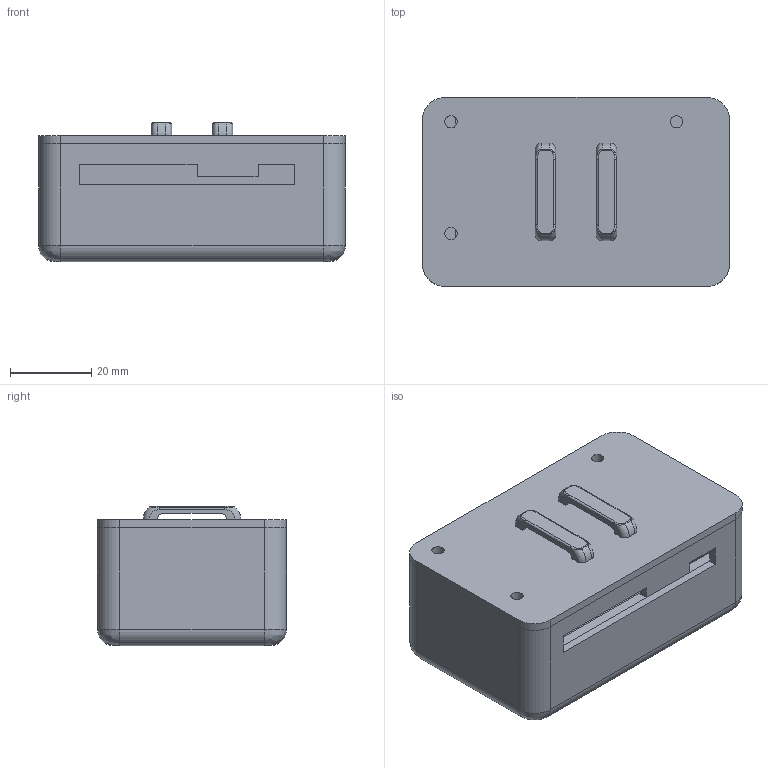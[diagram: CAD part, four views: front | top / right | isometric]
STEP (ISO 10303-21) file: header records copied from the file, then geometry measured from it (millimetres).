
FILE_DESCRIPTION(/* description */ (''),/* implementation_level */ '2;1');
FILE_NAME(/* name */ 'gehäuse v5.step',/* time_stamp */ '2021-02-03T15:36:21+01:00',/* author */ (''),/* organization */ (''),/* preprocessor_version */ 'ST-DEVELOPER v18.1',/* originating_system */ 'Autodesk Translation Framework v9.7.1.1290',/* authorisation */ '');
FILE_SCHEMA (('AUTOMOTIVE_DESIGN { 1 0 10303 214 3 1 1 }'));
Length unit declared in the file: millimetre
Products named in the file (1): (Unsaved)
Bounding box: 75.5 x 46.5 x 34.25 mm (x, y, z)
Volume: 47307.9 mm3; surface area: 26776.6 mm2
Topology: 2 solids, 2 shells, 126 faces, 320 edges, 204 vertices
Faces by surface type: plane 58, cylinder 48, bspline 12, torus 8
Full cylindrical faces by diameter (mm): 2.529 x3, 3 x3, 6 x3
Entity records: 4235 total; most frequent: CARTESIAN_POINT 1108, DIRECTION 645, ORIENTED_EDGE 640, EDGE_CURVE 320, AXIS2_PLACEMENT_3D 230, VERTEX_POINT 204, LINE 185, VECTOR 185
